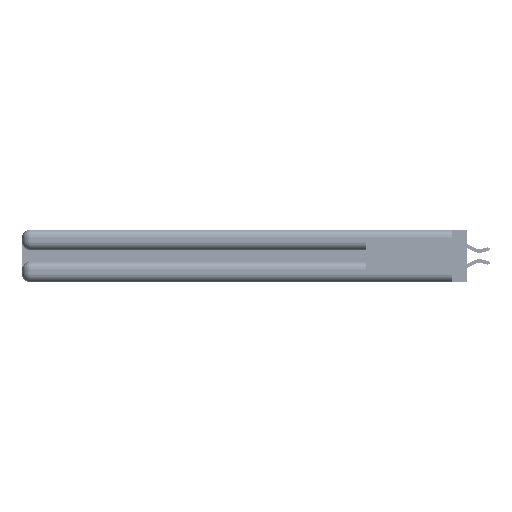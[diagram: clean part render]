
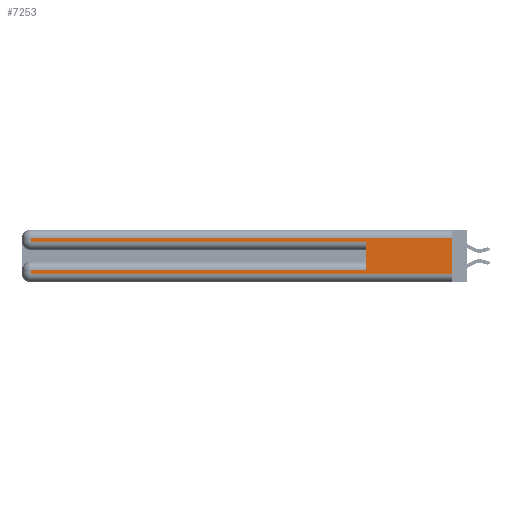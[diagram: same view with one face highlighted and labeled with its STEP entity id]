
A CAD part, left-side view. The second image highlights one B-rep face of the part: STEP entity #7253.
In plain terms, the highlighted planar face has unit normal (-1, 0, 0).
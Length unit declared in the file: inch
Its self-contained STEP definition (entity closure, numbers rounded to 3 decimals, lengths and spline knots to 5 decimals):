
#1132 = CARTESIAN_POINT ( 'NONE',  ( 0., 2.94, 0.085 ) ) ;
#3342 = CARTESIAN_POINT ( 'NONE',  ( 0., 2.94, 0.285 ) ) ;
#3679 = ORIENTED_EDGE ( 'NONE', *, *, #8302, .F. ) ;
#5581 = CARTESIAN_POINT ( 'NONE',  ( 0., 0.6, 0.145 ) ) ;
#5794 = CARTESIAN_POINT ( 'NONE',  ( 0., 0., 0.37 ) ) ;
#5879 = VECTOR ( 'NONE', #7763, 39.37008 ) ;
#7253 = ADVANCED_FACE ( 'NONE', ( #9931 ), #45187, .F. ) ;
#7763 = DIRECTION ( 'NONE',  ( 0., -1., 0. ) ) ;
#8302 = EDGE_CURVE ( 'NONE', #17808, #15300, #30803, .T. ) ;
#8670 = DIRECTION ( 'NONE',  ( 0., 1., 0. ) ) ;
#8840 = CARTESIAN_POINT ( 'NONE',  ( 0., 0., 0.285 ) ) ;
#9931 = FACE_OUTER_BOUND ( 'NONE', #28470, .T. ) ;
#10722 = CARTESIAN_POINT ( 'NONE',  ( 0., 0., 0.37 ) ) ;
#11221 = CARTESIAN_POINT ( 'NONE',  ( 0., 2.94, 0.31 ) ) ;
#12664 = DIRECTION ( 'NONE',  ( 0., -1., 0. ) ) ;
#14299 = VERTEX_POINT ( 'NONE', #42293 ) ;
#14835 = LINE ( 'NONE', #30737, #5879 ) ;
#15300 = VERTEX_POINT ( 'NONE', #44356 ) ;
#16562 = LINE ( 'NONE', #5794, #37047 ) ;
#17215 = CARTESIAN_POINT ( 'NONE',  ( 0., 2.94, 0.37 ) ) ;
#17808 = VERTEX_POINT ( 'NONE', #46718 ) ;
#18512 = EDGE_CURVE ( 'NONE', #17808, #39808, #39448, .T. ) ;
#19200 = VECTOR ( 'NONE', #21356, 39.37008 ) ;
#19232 = ORIENTED_EDGE ( 'NONE', *, *, #25985, .T. ) ;
#20383 = LINE ( 'NONE', #44328, #19200 ) ;
#21039 = ORIENTED_EDGE ( 'NONE', *, *, #31702, .T. ) ;
#21356 = DIRECTION ( 'NONE',  ( 0., 0., -1. ) ) ;
#21925 = EDGE_CURVE ( 'NONE', #40749, #25077, #16562, .T. ) ;
#22232 = DIRECTION ( 'NONE',  ( 1., 0., 0. ) ) ;
#22829 = ORIENTED_EDGE ( 'NONE', *, *, #40019, .T. ) ;
#23567 = DIRECTION ( 'NONE',  ( 0., 1., 0. ) ) ;
#25077 = VERTEX_POINT ( 'NONE', #30067 ) ;
#25985 = EDGE_CURVE ( 'NONE', #40749, #37553, #43523, .T. ) ;
#26464 = ORIENTED_EDGE ( 'NONE', *, *, #18512, .T. ) ;
#27493 = AXIS2_PLACEMENT_3D ( 'NONE', #10722, #22232, #49011 ) ;
#28033 = VECTOR ( 'NONE', #8670, 39.37008 ) ;
#28470 = EDGE_LOOP ( 'NONE', ( #36075, #19232, #22829, #33079, #3679, #26464, #46807, #21039 ) ) ;
#28837 = LINE ( 'NONE', #8840, #47961 ) ;
#30067 = CARTESIAN_POINT ( 'NONE',  ( 0., 0., 0.06 ) ) ;
#30737 = CARTESIAN_POINT ( 'NONE',  ( 0., 0., 0.06 ) ) ;
#30803 = LINE ( 'NONE', #5581, #40998 ) ;
#30808 = VECTOR ( 'NONE', #36409, 39.37008 ) ;
#31702 = EDGE_CURVE ( 'NONE', #14299, #25077, #14835, .T. ) ;
#32016 = LINE ( 'NONE', #17215, #30808 ) ;
#32417 = DIRECTION ( 'NONE',  ( 0., 0., 1. ) ) ;
#33079 = ORIENTED_EDGE ( 'NONE', *, *, #39801, .T. ) ;
#35349 = CARTESIAN_POINT ( 'NONE',  ( 0., 0., 0.085 ) ) ;
#36075 = ORIENTED_EDGE ( 'NONE', *, *, #21925, .F. ) ;
#36409 = DIRECTION ( 'NONE',  ( 0., 0., -1. ) ) ;
#36502 = DIRECTION ( 'NONE',  ( 0., 0., -1. ) ) ;
#36961 = CARTESIAN_POINT ( 'NONE',  ( 0., 0., 0.31 ) ) ;
#37047 = VECTOR ( 'NONE', #36502, 39.37008 ) ;
#37553 = VERTEX_POINT ( 'NONE', #11221 ) ;
#39448 = LINE ( 'NONE', #35349, #28033 ) ;
#39801 = EDGE_CURVE ( 'NONE', #41325, #15300, #28837, .T. ) ;
#39808 = VERTEX_POINT ( 'NONE', #1132 ) ;
#40019 = EDGE_CURVE ( 'NONE', #37553, #41325, #20383, .T. ) ;
#40749 = VERTEX_POINT ( 'NONE', #36961 ) ;
#40998 = VECTOR ( 'NONE', #32417, 39.37008 ) ;
#41325 = VERTEX_POINT ( 'NONE', #3342 ) ;
#42293 = CARTESIAN_POINT ( 'NONE',  ( 0., 2.94, 0.06 ) ) ;
#43523 = LINE ( 'NONE', #46510, #45916 ) ;
#44328 = CARTESIAN_POINT ( 'NONE',  ( 0., 2.94, 0.37 ) ) ;
#44356 = CARTESIAN_POINT ( 'NONE',  ( 0., 0.6, 0.285 ) ) ;
#45187 = PLANE ( 'NONE',  #27493 ) ;
#45916 = VECTOR ( 'NONE', #23567, 39.37008 ) ;
#46510 = CARTESIAN_POINT ( 'NONE',  ( 0., 0., 0.31 ) ) ;
#46718 = CARTESIAN_POINT ( 'NONE',  ( 0., 0.6, 0.085 ) ) ;
#46807 = ORIENTED_EDGE ( 'NONE', *, *, #48637, .T. ) ;
#47961 = VECTOR ( 'NONE', #12664, 39.37008 ) ;
#48637 = EDGE_CURVE ( 'NONE', #39808, #14299, #32016, .T. ) ;
#49011 = DIRECTION ( 'NONE',  ( 0., 0., -1. ) ) ;
